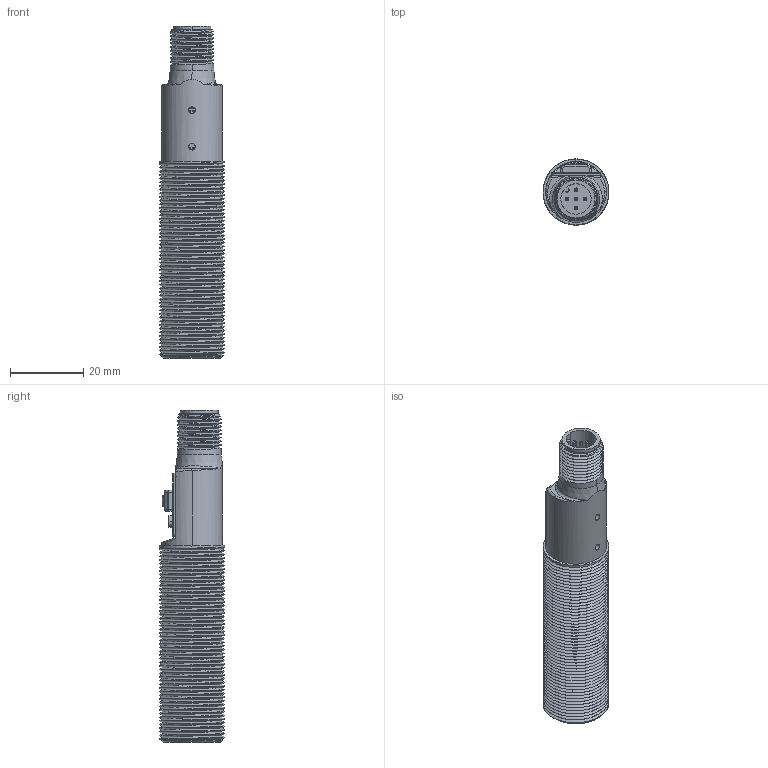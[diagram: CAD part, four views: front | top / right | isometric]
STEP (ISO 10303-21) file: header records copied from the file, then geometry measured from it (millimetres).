
FILE_DESCRIPTION((''),'2;1');
FILE_NAME('S18U_STRAIGHT_ASM','2013-08-30T',('jrengel'),('BANNER ENGINEERING CORP.'),'PRO/ENGINEER BY PARAMETRIC TECHNOLOGY CORPORATION, 2012420','PRO/ENGINEER BY PARAMETRIC TECHNOLOGY CORPORATION, 2012420','');
FILE_SCHEMA(('CONFIG_CONTROL_DESIGN','SHAPE_APPEARANCE_LAYERS_GROUPS'));
Products named in the file (11): 65018; 41089; 67463; 65020; 65019; 115456_ASM_ASM; 112049; 67015; 111771; 159578_ASM_ASM; S18U_STRAIGHT_ASM
Assembly tree (10 placements, depth 4):
  S18U_STRAIGHT_ASM
    159578_ASM_ASM
      65018
      41089
      67463
      115456_ASM_ASM
        65020
        65019
      112049
      67015
      111771
Bounding box: 18 x 18 x 90.76 mm (x, y, z)
Volume: 7313.7 mm3; surface area: 16474 mm2
Topology: 8 solids, 8 shells, 594 faces, 1501 edges, 946 vertices
Faces by surface type: cylinder 272, plane 193, bspline 86, cone 23, torus 16, sphere 4
Entity records: 42477 total; most frequent: CARTESIAN_POINT 23373, ORIENTED_EDGE 2978, DIRECTION 2546, PRESENTATION_STYLE_ASSIGNMENT 1584, STYLED_ITEM 1497, CURVE_STYLE 1489, EDGE_CURVE 1489, VERTEX_POINT 946
